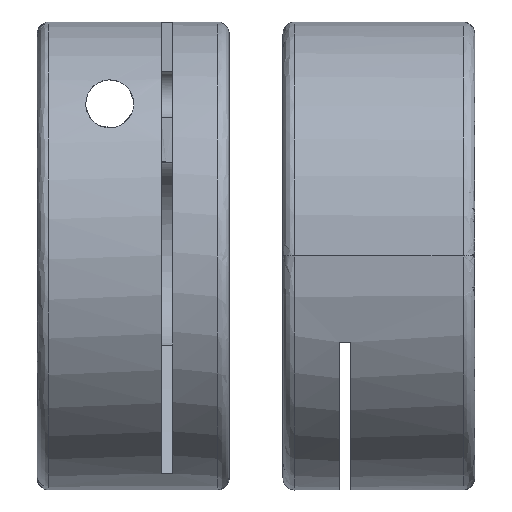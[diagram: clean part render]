
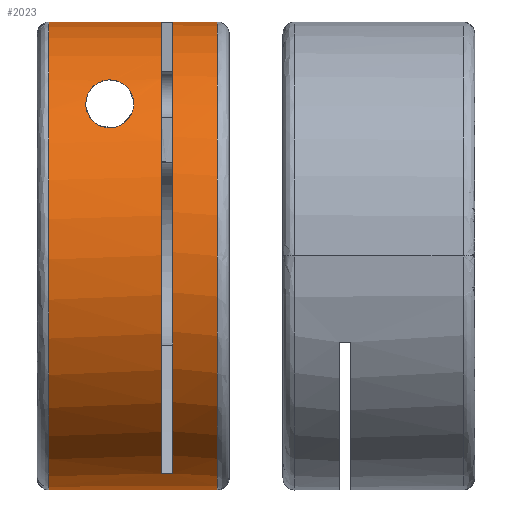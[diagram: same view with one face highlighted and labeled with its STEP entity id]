
A CAD part, left-side view. The second image highlights one B-rep face of the part: STEP entity #2023.
In plain terms, the highlighted cylindrical face has radius 10 mm (diameter 20 mm), a partial arc.
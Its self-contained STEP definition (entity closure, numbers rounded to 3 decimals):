
#363 = CARTESIAN_POINT ( 'NONE',  ( -7.045, 4.258, 7.098 ) ) ;
#410 = ORIENTED_EDGE ( 'NONE', *, *, #2940, .T. ) ;
#463 = VECTOR ( 'NONE', #12709, 1000. ) ;
#719 = LINE ( 'NONE', #9603, #7312 ) ;
#866 = CARTESIAN_POINT ( 'NONE',  ( -7.764, 6.135, 6.31 ) ) ;
#870 = LINE ( 'NONE', #11415, #463 ) ;
#947 = AXIS2_PLACEMENT_3D ( 'NONE', #4787, #13995, #6110 ) ;
#1025 = VERTEX_POINT ( 'NONE', #11315 ) ;
#1034 = EDGE_LOOP ( 'NONE', ( #13830, #3606 ) ) ;
#1075 = CARTESIAN_POINT ( 'NONE',  ( 0., 8.2, 0. ) ) ;
#1626 = CARTESIAN_POINT ( 'NONE',  ( -6.586, 4.941, 7.525 ) ) ;
#1681 = CARTESIAN_POINT ( 'NONE',  ( -7.353, 4.107, 6.779 ) ) ;
#1718 = AXIS2_PLACEMENT_3D ( 'NONE', #6641, #15840, #7956 ) ;
#1966 = DIRECTION ( 'NONE',  ( 0., -1., 0. ) ) ;
#2023 = ADVANCED_FACE ( 'NONE', ( #2247, #5738 ), #8426, .T. ) ;
#2189 = CARTESIAN_POINT ( 'NONE',  ( -7.352, 6.093, 6.78 ) ) ;
#2247 = FACE_OUTER_BOUND ( 'NONE', #11582, .T. ) ;
#2399 = DIRECTION ( 'NONE',  ( 0., 0., -1. ) ) ;
#2606 = CARTESIAN_POINT ( 'NONE',  ( 0., 0.5, 0. ) ) ;
#2940 = EDGE_CURVE ( 'NONE', #5234, #15369, #5103, .T. ) ;
#3001 = CARTESIAN_POINT ( 'NONE',  ( -7.662, 4.071, 6.428 ) ) ;
#3063 = VERTEX_POINT ( 'NONE', #10983 ) ;
#3106 = CARTESIAN_POINT ( 'NONE',  ( 0., 8.2, -10. ) ) ;
#3120 = VECTOR ( 'NONE', #17019, 1000. ) ;
#3450 = CARTESIAN_POINT ( 'NONE',  ( -8.368, 5.1, 5.475 ) ) ;
#3512 = EDGE_CURVE ( 'NONE', #15369, #4119, #10665, .T. ) ;
#3518 = CARTESIAN_POINT ( 'NONE',  ( -7.045, 5.942, 7.098 ) ) ;
#3528 = ORIENTED_EDGE ( 'NONE', *, *, #3512, .T. ) ;
#3606 = ORIENTED_EDGE ( 'NONE', *, *, #7332, .T. ) ;
#3644 = CARTESIAN_POINT ( 'NONE',  ( -6.586, 5.1, 7.525 ) ) ;
#3810 = B_SPLINE_CURVE_WITH_KNOTS ( 'NONE', 3,
 ( #12168, #1626, #6923, #16118, #8258, #363, #9600, #1681, #10923, #3001, #12217, #4346, #13529, #5649, #14858, #6990, #16166, #8308 ),
 .UNSPECIFIED., .F., .F.,
 ( 4, 2, 2, 2, 2, 2, 2, 2, 4 ),
 ( 0.004, 0.004, 0.005, 0.005, 0.006, 0.006, 0.007, 0.007, 0.007 ),
 .UNSPECIFIED. ) ;
#3944 = DIRECTION ( 'NONE',  ( 0., 0., -1. ) ) ;
#4004 = AXIS2_PLACEMENT_3D ( 'NONE', #1075, #14258, #2399 ) ;
#4119 = VERTEX_POINT ( 'NONE', #15834 ) ;
#4346 = CARTESIAN_POINT ( 'NONE',  ( -7.95, 4.162, 6.068 ) ) ;
#4452 = EDGE_CURVE ( 'NONE', #1025, #12886, #13501, .T. ) ;
#4787 = CARTESIAN_POINT ( 'NONE',  ( 0., 2.9, 0. ) ) ;
#4825 = CIRCLE ( 'NONE', #14415, 10. ) ;
#4830 = CARTESIAN_POINT ( 'NONE',  ( -6.765, 5.668, 7.365 ) ) ;
#5031 = ORIENTED_EDGE ( 'NONE', *, *, #6850, .F. ) ;
#5103 = CIRCLE ( 'NONE', #13928, 10. ) ;
#5234 = VERTEX_POINT ( 'NONE', #12731 ) ;
#5506 = CARTESIAN_POINT ( 'NONE',  ( -0.3, 2.9, 9.995 ) ) ;
#5649 = CARTESIAN_POINT ( 'NONE',  ( -8.19, 4.4, 5.739 ) ) ;
#5727 = ORIENTED_EDGE ( 'NONE', *, *, #10520, .T. ) ;
#5738 = FACE_BOUND ( 'NONE', #1034, .T. ) ;
#6104 = CARTESIAN_POINT ( 'NONE',  ( -8.339, 5.408, 5.519 ) ) ;
#6110 = DIRECTION ( 'NONE',  ( 0., 0., -1. ) ) ;
#6171 = CARTESIAN_POINT ( 'NONE',  ( -6.586, 5.259, 7.525 ) ) ;
#6641 = CARTESIAN_POINT ( 'NONE',  ( 0., 2.4, 0. ) ) ;
#6850 = EDGE_CURVE ( 'NONE', #15787, #14174, #9320, .T. ) ;
#6923 = CARTESIAN_POINT ( 'NONE',  ( -6.63, 4.789, 7.487 ) ) ;
#6990 = CARTESIAN_POINT ( 'NONE',  ( -8.344, 4.787, 5.512 ) ) ;
#7312 = VECTOR ( 'NONE', #16119, 1000. ) ;
#7331 = CIRCLE ( 'NONE', #947, 10. ) ;
#7332 = EDGE_CURVE ( 'NONE', #12886, #1025, #3810, .T. ) ;
#7449 = CARTESIAN_POINT ( 'NONE',  ( -8.255, 5.684, 5.644 ) ) ;
#7835 = CARTESIAN_POINT ( 'NONE',  ( 0., 8.2, 10. ) ) ;
#7956 = DIRECTION ( 'NONE',  ( 0., 0., -1. ) ) ;
#8143 = ORIENTED_EDGE ( 'NONE', *, *, #11425, .T. ) ;
#8258 = CARTESIAN_POINT ( 'NONE',  ( -6.853, 4.427, 7.283 ) ) ;
#8308 = CARTESIAN_POINT ( 'NONE',  ( -8.368, 5.1, 5.475 ) ) ;
#8426 = CYLINDRICAL_SURFACE ( 'NONE', #4004, 10. ) ;
#8761 = CARTESIAN_POINT ( 'NONE',  ( -7.962, 6.064, 6.056 ) ) ;
#9320 = LINE ( 'NONE', #7835, #3120 ) ;
#9600 = CARTESIAN_POINT ( 'NONE',  ( -7.146, 4.196, 6.997 ) ) ;
#9603 = CARTESIAN_POINT ( 'NONE',  ( -0.3, 8.2, 9.995 ) ) ;
#9888 = CARTESIAN_POINT ( 'NONE',  ( 0., 7.7, 0. ) ) ;
#10112 = CARTESIAN_POINT ( 'NONE',  ( -7.458, 6.119, 6.664 ) ) ;
#10263 = VECTOR ( 'NONE', #16103, 1000. ) ;
#10520 = EDGE_CURVE ( 'NONE', #14064, #11914, #7331, .T. ) ;
#10523 = CARTESIAN_POINT ( 'NONE',  ( 0., 2.4, 10. ) ) ;
#10665 = LINE ( 'NONE', #3106, #10263 ) ;
#10923 = CARTESIAN_POINT ( 'NONE',  ( -7.458, 4.081, 6.664 ) ) ;
#10983 = CARTESIAN_POINT ( 'NONE',  ( -3.687, 2.4, -9.296 ) ) ;
#11194 = EDGE_CURVE ( 'NONE', #11914, #5234, #719, .T. ) ;
#11203 = DIRECTION ( 'NONE',  ( 0., 0., -1. ) ) ;
#11315 = CARTESIAN_POINT ( 'NONE',  ( -8.368, 5.1, 5.475 ) ) ;
#11367 = CARTESIAN_POINT ( 'NONE',  ( -8.368, 5.179, 5.475 ) ) ;
#11415 = CARTESIAN_POINT ( 'NONE',  ( -3.687, 2.4, -9.296 ) ) ;
#11417 = CARTESIAN_POINT ( 'NONE',  ( -7.146, 6.004, 6.997 ) ) ;
#11425 = EDGE_CURVE ( 'NONE', #4119, #14174, #4825, .T. ) ;
#11487 = EDGE_CURVE ( 'NONE', #15787, #3063, #14906, .T. ) ;
#11582 = EDGE_LOOP ( 'NONE', ( #5031, #15762, #12701, #5727, #16797, #410, #3528, #8143 ) ) ;
#11829 = DIRECTION ( 'NONE',  ( 0., 1., 0. ) ) ;
#11914 = VERTEX_POINT ( 'NONE', #5506 ) ;
#12168 = CARTESIAN_POINT ( 'NONE',  ( -6.586, 5.1, 7.525 ) ) ;
#12217 = CARTESIAN_POINT ( 'NONE',  ( -7.763, 4.086, 6.305 ) ) ;
#12701 = ORIENTED_EDGE ( 'NONE', *, *, #14757, .T. ) ;
#12709 = DIRECTION ( 'NONE',  ( 0., 1., 0. ) ) ;
#12711 = CARTESIAN_POINT ( 'NONE',  ( -6.854, 5.773, 7.283 ) ) ;
#12731 = CARTESIAN_POINT ( 'NONE',  ( -0.3, 7.7, 9.995 ) ) ;
#12886 = VERTEX_POINT ( 'NONE', #3644 ) ;
#13018 = CARTESIAN_POINT ( 'NONE',  ( 0., 0.5, 10. ) ) ;
#13501 = B_SPLINE_CURVE_WITH_KNOTS ( 'NONE', 3,
 ( #3450, #11367, #13986, #6104, #15308, #7449, #16616, #8761, #866, #10112, #2189, #11417, #3518, #12711, #4830, #14039, #6171, #15357 ),
 .UNSPECIFIED., .F., .F.,
 ( 4, 2, 2, 2, 2, 2, 2, 2, 4 ),
 ( 0., 0., 0., 0.001, 0.002, 0.002, 0.003, 0.003, 0.004 ),
 .UNSPECIFIED. ) ;
#13529 = CARTESIAN_POINT ( 'NONE',  ( -8.039, 4.225, 5.949 ) ) ;
#13830 = ORIENTED_EDGE ( 'NONE', *, *, #4452, .T. ) ;
#13928 = AXIS2_PLACEMENT_3D ( 'NONE', #9888, #1966, #11203 ) ;
#13986 = CARTESIAN_POINT ( 'NONE',  ( -8.362, 5.257, 5.484 ) ) ;
#13995 = DIRECTION ( 'NONE',  ( 0., 1., 0. ) ) ;
#14039 = CARTESIAN_POINT ( 'NONE',  ( -6.63, 5.411, 7.487 ) ) ;
#14064 = VERTEX_POINT ( 'NONE', #15153 ) ;
#14174 = VERTEX_POINT ( 'NONE', #13018 ) ;
#14258 = DIRECTION ( 'NONE',  ( 0., -1., 0. ) ) ;
#14415 = AXIS2_PLACEMENT_3D ( 'NONE', #2606, #11829, #3944 ) ;
#14757 = EDGE_CURVE ( 'NONE', #3063, #14064, #870, .T. ) ;
#14858 = CARTESIAN_POINT ( 'NONE',  ( -8.254, 4.514, 5.646 ) ) ;
#14906 = CIRCLE ( 'NONE', #1718, 10. ) ;
#15153 = CARTESIAN_POINT ( 'NONE',  ( -3.687, 2.9, -9.296 ) ) ;
#15308 = CARTESIAN_POINT ( 'NONE',  ( -8.322, 5.481, 5.546 ) ) ;
#15357 = CARTESIAN_POINT ( 'NONE',  ( -6.586, 5.1, 7.525 ) ) ;
#15369 = VERTEX_POINT ( 'NONE', #15576 ) ;
#15576 = CARTESIAN_POINT ( 'NONE',  ( 0., 7.7, -10. ) ) ;
#15762 = ORIENTED_EDGE ( 'NONE', *, *, #11487, .T. ) ;
#15787 = VERTEX_POINT ( 'NONE', #10523 ) ;
#15834 = CARTESIAN_POINT ( 'NONE',  ( 0., 0.5, -10. ) ) ;
#15840 = DIRECTION ( 'NONE',  ( 0., -1., 0. ) ) ;
#16103 = DIRECTION ( 'NONE',  ( 0., -1., 0. ) ) ;
#16118 = CARTESIAN_POINT ( 'NONE',  ( -6.765, 4.532, 7.365 ) ) ;
#16119 = DIRECTION ( 'NONE',  ( 0., 1., 0. ) ) ;
#16166 = CARTESIAN_POINT ( 'NONE',  ( -8.368, 4.941, 5.475 ) ) ;
#16616 = CARTESIAN_POINT ( 'NONE',  ( -8.191, 5.799, 5.737 ) ) ;
#16797 = ORIENTED_EDGE ( 'NONE', *, *, #11194, .T. ) ;
#17019 = DIRECTION ( 'NONE',  ( 0., -1., 0. ) ) ;
